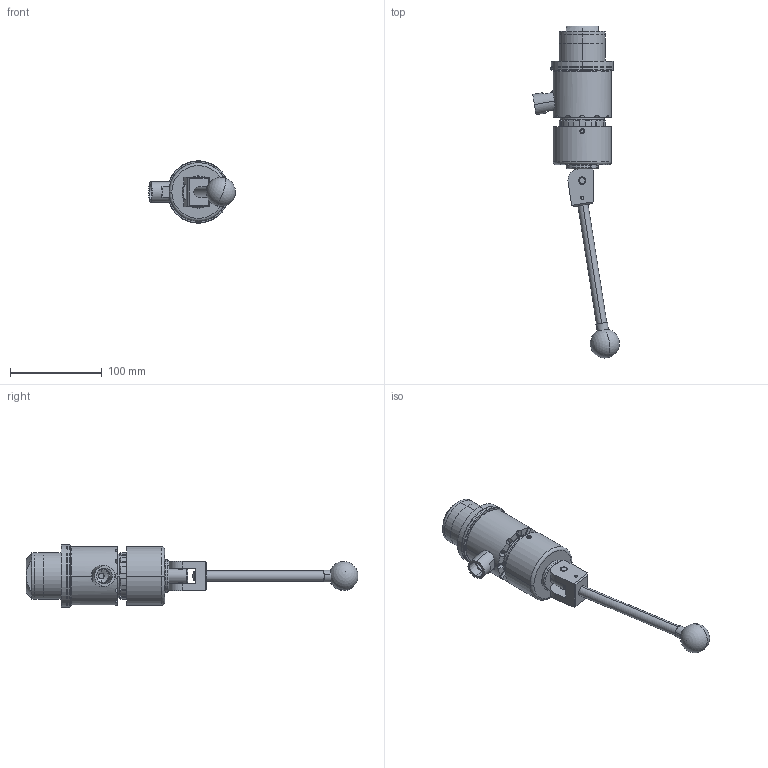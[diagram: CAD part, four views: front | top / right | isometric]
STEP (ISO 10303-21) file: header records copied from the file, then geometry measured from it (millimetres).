
FILE_DESCRIPTION (( 'STEP AP214' ), '1' );
FILE_NAME ('CTSC-003933.STEP', '2025-06-26T15:56:35', ( '' ), ( '' ), 'SwSTEP 2.0', 'SolidWorks 2023', '' );
FILE_SCHEMA (( 'AUTOMOTIVE_DESIGN' ));
Length unit declared in the file: inch
Products named in the file (1): CTSC-003933
Bounding box: 94.33 x 360.99 x 67.94 mm (x, y, z)
Volume: 454672 mm3; surface area: 94828.3 mm2
Topology: 11 solids, 12 shells, 401 faces, 1011 edges, 643 vertices
Faces by surface type: plane 168, cylinder 152, cone 60, torus 16, bspline 3, sphere 2
Entity records: 19049 total; most frequent: CARTESIAN_POINT 4429, ORIENTED_EDGE 2004, DIRECTION 1986, EDGE_CURVE 1002, AXIS2_PLACEMENT_3D 771, VERTEX_POINT 640, VECTOR 444, LINE 444
